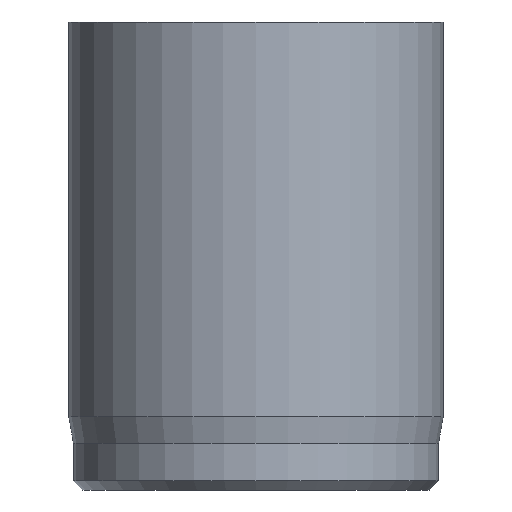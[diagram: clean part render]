
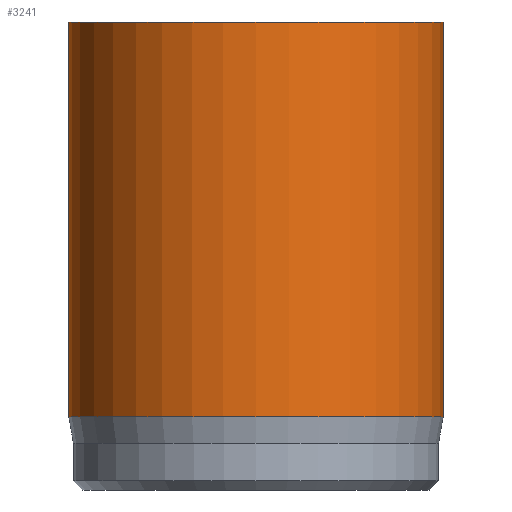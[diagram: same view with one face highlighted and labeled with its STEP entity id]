
A CAD part, front view. The second image highlights one B-rep face of the part: STEP entity #3241.
In plain terms, the highlighted cylindrical face has radius 4 mm (diameter 8 mm), a full revolution.
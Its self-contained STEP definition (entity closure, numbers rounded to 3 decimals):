
#31=CYLINDRICAL_SURFACE('',#3392,4.);
#45=CIRCLE('',#3369,4.);
#57=CIRCLE('',#3390,4.);
#58=CIRCLE('',#3391,4.);
#307=FACE_OUTER_BOUND('',#495,.T.);
#495=EDGE_LOOP('',(#2883,#2884,#2885,#2886,#2887));
#744=LINE('',#6062,#999);
#999=VECTOR('',#3809,4.);
#1498=VERTEX_POINT('',#6017);
#1510=VERTEX_POINT('',#6056);
#1511=VERTEX_POINT('',#6057);
#1955=EDGE_CURVE('',#1498,#1498,#45,.T.);
#1973=EDGE_CURVE('',#1510,#1511,#57,.T.);
#1974=EDGE_CURVE('',#1511,#1510,#58,.T.);
#1976=EDGE_CURVE('',#1498,#1510,#744,.T.);
#2883=ORIENTED_EDGE('',*,*,#1955,.T.);
#2884=ORIENTED_EDGE('',*,*,#1976,.T.);
#2885=ORIENTED_EDGE('',*,*,#1973,.T.);
#2886=ORIENTED_EDGE('',*,*,#1974,.T.);
#2887=ORIENTED_EDGE('',*,*,#1976,.F.);
#3241=ADVANCED_FACE('',(#307),#31,.T.);
#3369=AXIS2_PLACEMENT_3D('',#6018,#3754,#3755);
#3390=AXIS2_PLACEMENT_3D('',#6058,#3802,#3803);
#3391=AXIS2_PLACEMENT_3D('',#6059,#3804,#3805);
#3392=AXIS2_PLACEMENT_3D('',#6061,#3807,#3808);
#3754=DIRECTION('center_axis',(0.,0.,-1.));
#3755=DIRECTION('ref_axis',(-1.,0.,0.));
#3802=DIRECTION('center_axis',(0.,0.,1.));
#3803=DIRECTION('ref_axis',(-1.,0.,0.));
#3804=DIRECTION('center_axis',(0.,0.,1.));
#3805=DIRECTION('ref_axis',(-1.,0.,0.));
#3807=DIRECTION('center_axis',(0.,0.,1.));
#3808=DIRECTION('ref_axis',(-1.,0.,0.));
#3809=DIRECTION('',(0.,0.,-1.));
#6017=CARTESIAN_POINT('',(4.,0.,10.));
#6018=CARTESIAN_POINT('Origin',(0.,0.,10.));
#6056=CARTESIAN_POINT('',(4.,0.,1.567));
#6057=CARTESIAN_POINT('',(-4.,0.,1.567));
#6058=CARTESIAN_POINT('Origin',(0.,0.,1.567));
#6059=CARTESIAN_POINT('Origin',(0.,0.,1.567));
#6061=CARTESIAN_POINT('Origin',(0.,0.,0.));
#6062=CARTESIAN_POINT('',(4.,0.,0.));
